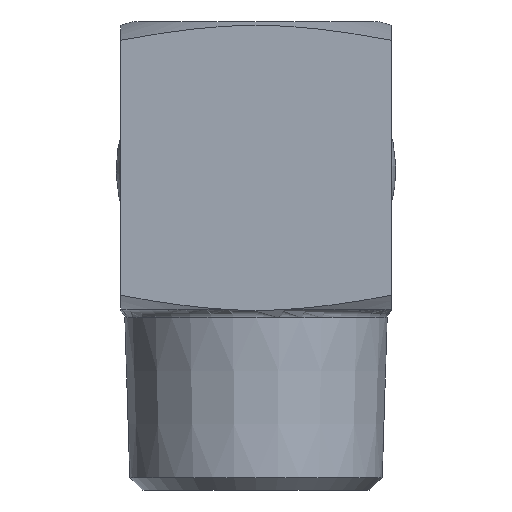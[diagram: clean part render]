
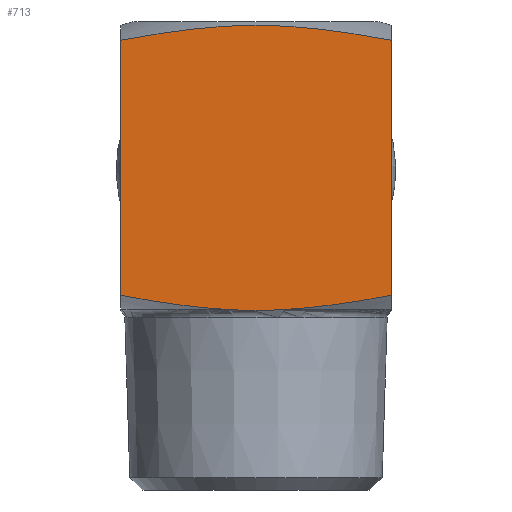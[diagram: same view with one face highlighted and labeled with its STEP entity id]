
A CAD part, front view. The second image highlights one B-rep face of the part: STEP entity #713.
In plain terms, the highlighted planar face has unit normal (0, -1, 0).
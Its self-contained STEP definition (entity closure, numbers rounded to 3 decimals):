
#18=(
BOUNDED_CURVE()
B_SPLINE_CURVE(2,(#1306,#1307,#1308),.UNSPECIFIED.,.F.,.F.)
B_SPLINE_CURVE_WITH_KNOTS((3,3),(0.39,1.366),
 .UNSPECIFIED.)
CURVE()
GEOMETRIC_REPRESENTATION_ITEM()
RATIONAL_B_SPLINE_CURVE((1.167,1.349,1.394))
REPRESENTATION_ITEM('')
);
#21=(
BOUNDED_CURVE()
B_SPLINE_CURVE(2,(#1317,#1318,#1319),.UNSPECIFIED.,.F.,.F.)
B_SPLINE_CURVE_WITH_KNOTS((3,3),(2.009,2.985),
 .UNSPECIFIED.)
CURVE()
GEOMETRIC_REPRESENTATION_ITEM()
RATIONAL_B_SPLINE_CURVE((1.394,1.349,1.167))
REPRESENTATION_ITEM('')
);
#23=(
BOUNDED_CURVE()
B_SPLINE_CURVE(2,(#1369,#1370,#1371),.UNSPECIFIED.,.F.,.F.)
B_SPLINE_CURVE_WITH_KNOTS((3,3),(2.837,4.563),
 .UNSPECIFIED.)
CURVE()
GEOMETRIC_REPRESENTATION_ITEM()
RATIONAL_B_SPLINE_CURVE((1.864,1.864,1.544))
REPRESENTATION_ITEM('')
);
#24=(
BOUNDED_CURVE()
B_SPLINE_CURVE(2,(#1378,#1379,#1380),.UNSPECIFIED.,.F.,.F.)
B_SPLINE_CURVE_WITH_KNOTS((3,3),(1.111,2.837),
 .UNSPECIFIED.)
CURVE()
GEOMETRIC_REPRESENTATION_ITEM()
RATIONAL_B_SPLINE_CURVE((1.544,1.864,1.864))
REPRESENTATION_ITEM('')
);
#28=B_SPLINE_CURVE_WITH_KNOTS('',3,(#1239,#1240,#1241,#1242,#1243,#1244,
#1245,#1246,#1247,#1248,#1249),.UNSPECIFIED.,.F.,.F.,(4,2,3,2,4),(1.92,
1.932,2.135,2.339,2.35),
 .UNSPECIFIED.);
#63=PLANE('',#843);
#99=FACE_OUTER_BOUND('',#140,.T.);
#140=EDGE_LOOP('',(#641,#642,#643,#644,#645,#646,#647));
#163=LINE('',#1389,#185);
#165=LINE('',#1392,#187);
#185=VECTOR('',#1073,10.);
#187=VECTOR('',#1077,10.);
#309=VERTEX_POINT('',#1236);
#310=VERTEX_POINT('',#1238);
#321=VERTEX_POINT('',#1305);
#322=VERTEX_POINT('',#1313);
#330=VERTEX_POINT('',#1363);
#332=VERTEX_POINT('',#1368);
#335=VERTEX_POINT('',#1377);
#404=EDGE_CURVE('',#309,#310,#28,.T.);
#419=EDGE_CURVE('',#321,#310,#18,.T.);
#422=EDGE_CURVE('',#309,#322,#21,.T.);
#436=EDGE_CURVE('',#332,#330,#23,.T.);
#440=EDGE_CURVE('',#335,#332,#24,.T.);
#443=EDGE_CURVE('',#322,#335,#163,.T.);
#445=EDGE_CURVE('',#321,#330,#165,.T.);
#641=ORIENTED_EDGE('',*,*,#440,.T.);
#642=ORIENTED_EDGE('',*,*,#436,.T.);
#643=ORIENTED_EDGE('',*,*,#445,.F.);
#644=ORIENTED_EDGE('',*,*,#419,.T.);
#645=ORIENTED_EDGE('',*,*,#404,.F.);
#646=ORIENTED_EDGE('',*,*,#422,.T.);
#647=ORIENTED_EDGE('',*,*,#443,.T.);
#713=ADVANCED_FACE('',(#99),#63,.T.);
#843=AXIS2_PLACEMENT_3D('',#1391,#1075,#1076);
#1073=DIRECTION('',(0.,0.,1.));
#1075=DIRECTION('center_axis',(0.,-1.,0.));
#1076=DIRECTION('ref_axis',(0.,0.,-1.));
#1077=DIRECTION('',(0.,0.,1.));
#1236=CARTESIAN_POINT('',(2.283,-11.,14.657));
#1238=CARTESIAN_POINT('',(-2.283,-11.,14.657));
#1239=CARTESIAN_POINT('Ctrl Pts',(2.283,-11.,14.657));
#1240=CARTESIAN_POINT('Ctrl Pts',(2.243,-11.,14.654));
#1241=CARTESIAN_POINT('Ctrl Pts',(2.203,-11.,14.652));
#1242=CARTESIAN_POINT('Ctrl Pts',(1.488,-11.,14.611));
#1243=CARTESIAN_POINT('Ctrl Pts',(0.678,-11.,14.551));
#1244=CARTESIAN_POINT('Ctrl Pts',(0.,-11.,14.551));
#1245=CARTESIAN_POINT('Ctrl Pts',(-0.678,-11.,14.551));
#1246=CARTESIAN_POINT('Ctrl Pts',(-1.488,-11.,14.611));
#1247=CARTESIAN_POINT('Ctrl Pts',(-2.203,-11.,14.652));
#1248=CARTESIAN_POINT('Ctrl Pts',(-2.243,-11.,14.654));
#1249=CARTESIAN_POINT('Ctrl Pts',(-2.283,-11.,14.657));
#1305=CARTESIAN_POINT('',(-11.,-11.,15.815));
#1306=CARTESIAN_POINT('Ctrl Pts',(-11.,-11.,15.815));
#1307=CARTESIAN_POINT('Ctrl Pts',(-5.939,-11.,14.856));
#1308=CARTESIAN_POINT('Ctrl Pts',(-2.283,-11.,14.657));
#1313=CARTESIAN_POINT('',(11.,-11.,15.815));
#1317=CARTESIAN_POINT('Ctrl Pts',(2.283,-11.,14.657));
#1318=CARTESIAN_POINT('Ctrl Pts',(5.939,-11.,14.856));
#1319=CARTESIAN_POINT('Ctrl Pts',(11.,-11.,15.815));
#1363=CARTESIAN_POINT('',(-11.,-11.,36.511));
#1368=CARTESIAN_POINT('',(0.,-11.,37.732));
#1369=CARTESIAN_POINT('Ctrl Pts',(0.,-11.,37.732));
#1370=CARTESIAN_POINT('Ctrl Pts',(-4.556,-11.,37.732));
#1371=CARTESIAN_POINT('Ctrl Pts',(-11.,-11.,36.511));
#1377=CARTESIAN_POINT('',(11.,-11.,36.511));
#1378=CARTESIAN_POINT('Ctrl Pts',(11.,-11.,36.511));
#1379=CARTESIAN_POINT('Ctrl Pts',(4.556,-11.,37.732));
#1380=CARTESIAN_POINT('Ctrl Pts',(0.,-11.,37.732));
#1389=CARTESIAN_POINT('',(11.,-11.,0.));
#1391=CARTESIAN_POINT('Origin',(11.,-11.,0.));
#1392=CARTESIAN_POINT('',(-11.,-11.,0.));
